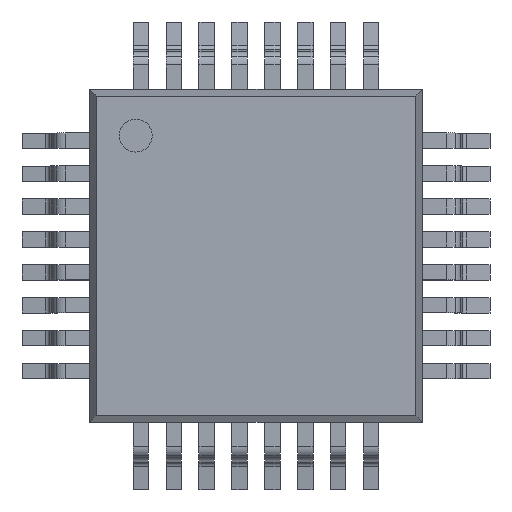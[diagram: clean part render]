
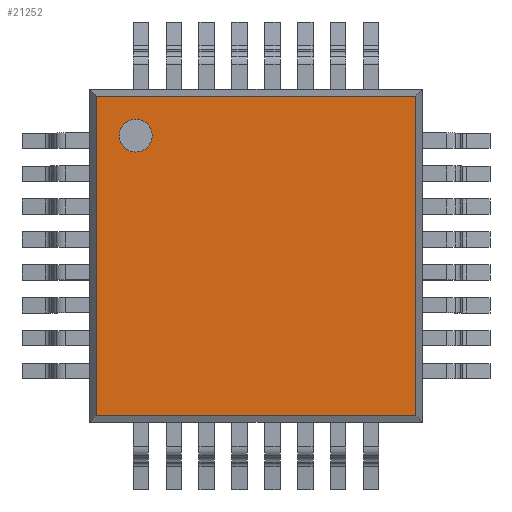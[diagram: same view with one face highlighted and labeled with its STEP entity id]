
A CAD part, top view. The second image highlights one B-rep face of the part: STEP entity #21252.
In plain terms, the highlighted planar face has unit normal (0, 0, 1).
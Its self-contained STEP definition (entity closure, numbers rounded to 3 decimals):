
#20881=CARTESIAN_POINT('',(-1.575,1.825,1.2));
#20882=VERTEX_POINT('',#20881);
#20898=CARTESIAN_POINT('',(-2.075,1.825,1.2));
#20899=VERTEX_POINT('',#20898);
#20906=CARTESIAN_POINT('',(-1.825,1.825,1.2));
#20907=DIRECTION('',(0.0,0.0,-1.0));
#20908=DIRECTION('',(1.0,0.0,0.0));
#20909=AXIS2_PLACEMENT_3D('',#20906,#20907,#20908);
#20910=CIRCLE('',#20909,0.25);
#20911=EDGE_CURVE('',#20882,#20899,#20910,.T.);
#20922=CARTESIAN_POINT('',(-1.825,1.825,1.2));
#20923=DIRECTION('',(0.0,0.0,-1.0));
#20924=DIRECTION('',(1.0,0.0,0.0));
#20925=AXIS2_PLACEMENT_3D('',#20922,#20923,#20924);
#20926=CIRCLE('',#20925,0.25);
#20927=EDGE_CURVE('',#20899,#20882,#20926,.T.);
#21170=CARTESIAN_POINT('',(2.425,2.425,1.2));
#21171=VERTEX_POINT('',#21170);
#21179=CARTESIAN_POINT('',(-2.425,2.425,1.2));
#21180=VERTEX_POINT('',#21179);
#21187=CARTESIAN_POINT('',(-2.425,2.425,1.2));
#21188=DIRECTION('',(1.0,0.0,0.0));
#21189=VECTOR('',#21188,4.85);
#21190=LINE('',#21187,#21189);
#21191=EDGE_CURVE('',#21180,#21171,#21190,.T.);
#21202=CARTESIAN_POINT('',(2.425,-2.425,1.2));
#21203=VERTEX_POINT('',#21202);
#21204=CARTESIAN_POINT('',(2.425,2.425,1.2));
#21205=DIRECTION('',(0.0,-1.0,0.0));
#21206=VECTOR('',#21205,4.85);
#21207=LINE('',#21204,#21206);
#21208=EDGE_CURVE('',#21171,#21203,#21207,.T.);
#21225=CARTESIAN_POINT('',(0.,0.,1.2));
#21226=DIRECTION('',(0.0,0.0,1.0));
#21227=DIRECTION('',(1.0,0.0,0.0));
#21228=AXIS2_PLACEMENT_3D('',#21225,#21226,#21227);
#21229=PLANE('',#21228);
#21230=ORIENTED_EDGE('',*,*,#21191,.F.);
#21231=CARTESIAN_POINT('',(-2.425,-2.425,1.2));
#21232=VERTEX_POINT('',#21231);
#21233=CARTESIAN_POINT('',(-2.425,-2.425,1.2));
#21234=DIRECTION('',(0.0,1.0,0.0));
#21235=VECTOR('',#21234,4.85);
#21236=LINE('',#21233,#21235);
#21237=EDGE_CURVE('',#21232,#21180,#21236,.T.);
#21238=ORIENTED_EDGE('',*,*,#21237,.F.);
#21239=CARTESIAN_POINT('',(2.425,-2.425,1.2));
#21240=DIRECTION('',(-1.0,0.0,0.0));
#21241=VECTOR('',#21240,4.85);
#21242=LINE('',#21239,#21241);
#21243=EDGE_CURVE('',#21203,#21232,#21242,.T.);
#21244=ORIENTED_EDGE('',*,*,#21243,.F.);
#21245=ORIENTED_EDGE('',*,*,#21208,.F.);
#21246=EDGE_LOOP('',(#21230,#21238,#21244,#21245));
#21247=FACE_OUTER_BOUND('',#21246,.T.);
#21248=ORIENTED_EDGE('',*,*,#20911,.T.);
#21249=ORIENTED_EDGE('',*,*,#20927,.T.);
#21250=EDGE_LOOP('',(#21248,#21249));
#21251=FACE_BOUND('',#21250,.T.);
#21252=ADVANCED_FACE('',(#21247,#21251),#21229,.T.);
